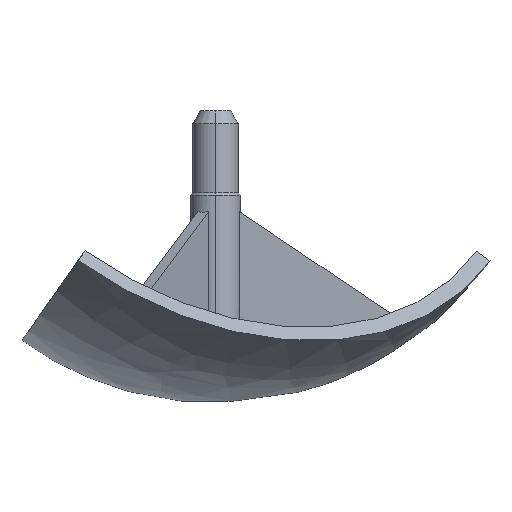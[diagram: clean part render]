
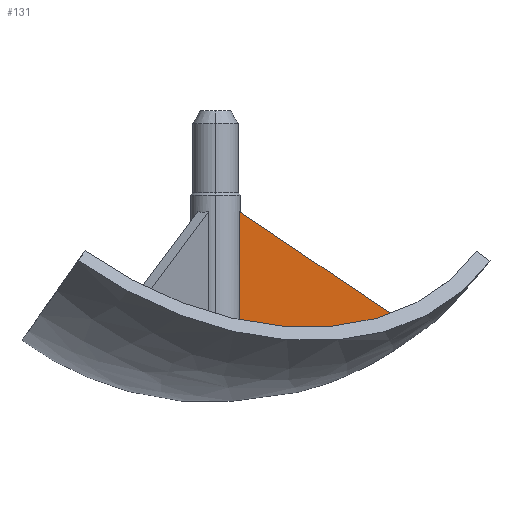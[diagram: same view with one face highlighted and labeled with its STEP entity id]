
A CAD part, top view. The second image highlights one B-rep face of the part: STEP entity #131.
In plain terms, the highlighted planar face has unit normal (0, 0, 1).
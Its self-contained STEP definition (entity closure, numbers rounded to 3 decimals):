
#59 = EDGE_CURVE ( 'NONE', #587, #317, #774, .T. ) ;
#65 = CARTESIAN_POINT ( 'NONE',  ( 9.86, -36.733, 0.75 ) ) ;
#96 = CARTESIAN_POINT ( 'NONE',  ( 2.868, 0., 0.75 ) ) ;
#114 = CARTESIAN_POINT ( 'NONE',  ( 22.599, -30.54, 0.75 ) ) ;
#125 = CARTESIAN_POINT ( 'NONE',  ( 16.509, -34.23, 0.75 ) ) ;
#131 = ADVANCED_FACE ( 'NONE', ( #885 ), #185, .T. ) ;
#144 = EDGE_CURVE ( 'NONE', #561, #587, #613, .T. ) ;
#151 = CARTESIAN_POINT ( 'NONE',  ( 21.159, -31.606, 0.75 ) ) ;
#185 = PLANE ( 'NONE',  #459 ) ;
#203 = CARTESIAN_POINT ( 'NONE',  ( 17.308, -33.833, 0.75 ) ) ;
#244 = CARTESIAN_POINT ( 'NONE',  ( 0., 0., 0.75 ) ) ;
#272 = CARTESIAN_POINT ( 'NONE',  ( 11.555, -36.236, 0.75 ) ) ;
#294 = ORIENTED_EDGE ( 'NONE', *, *, #144, .T. ) ;
#316 = VECTOR ( 'NONE', #625, 1000. ) ;
#317 = VERTEX_POINT ( 'NONE', #549 ) ;
#318 = DIRECTION ( 'NONE',  ( 0., 0., 1. ) ) ;
#322 = DIRECTION ( 'NONE',  ( 1., 0., 0. ) ) ;
#350 = CARTESIAN_POINT ( 'NONE',  ( 14.053, -35.309, 0.75 ) ) ;
#355 = CARTESIAN_POINT ( 'NONE',  ( 4.654, -37.749, 0.75 ) ) ;
#378 = EDGE_CURVE ( 'NONE', #317, #561, #543, .T. ) ;
#386 = DIRECTION ( 'NONE',  ( 0., -1., 0. ) ) ;
#432 = CARTESIAN_POINT ( 'NONE',  ( 6.409, -37.49, 0.75 ) ) ;
#459 = AXIS2_PLACEMENT_3D ( 'NONE', #244, #318, #322 ) ;
#491 = CARTESIAN_POINT ( 'NONE',  ( 2.868, -37.884, 0.75 ) ) ;
#496 = EDGE_LOOP ( 'NONE', ( #548, #294, #695 ) ) ;
#543 = B_SPLINE_CURVE_WITH_KNOTS ( 'NONE', 3,
 ( #491, #355, #432, #65, #272, #350, #842, #125, #203, #845, #151, #666 ),
 .UNSPECIFIED., .F., .F.,
 ( 4, 2, 2, 2, 2, 4 ),
 ( 0., 0.005, 0.011, 0.013, 0.016, 0.021 ),
 .UNSPECIFIED. ) ;
#548 = ORIENTED_EDGE ( 'NONE', *, *, #378, .T. ) ;
#549 = CARTESIAN_POINT ( 'NONE',  ( 2.868, -37.884, 0.75 ) ) ;
#561 = VERTEX_POINT ( 'NONE', #114 ) ;
#587 = VERTEX_POINT ( 'NONE', #768 ) ;
#613 = LINE ( 'NONE', #673, #316 ) ;
#625 = DIRECTION ( 'NONE',  ( -0.829, 0.559, 0. ) ) ;
#666 = CARTESIAN_POINT ( 'NONE',  ( 22.599, -30.54, 0.75 ) ) ;
#673 = CARTESIAN_POINT ( 'NONE',  ( 22.599, -30.54, 0.75 ) ) ;
#695 = ORIENTED_EDGE ( 'NONE', *, *, #59, .T. ) ;
#699 = VECTOR ( 'NONE', #386, 1000. ) ;
#768 = CARTESIAN_POINT ( 'NONE',  ( 2.868, -17.232, 0.75 ) ) ;
#774 = LINE ( 'NONE', #96, #699 ) ;
#842 = CARTESIAN_POINT ( 'NONE',  ( 14.881, -34.969, 0.75 ) ) ;
#845 = CARTESIAN_POINT ( 'NONE',  ( 19.656, -32.561, 0.75 ) ) ;
#885 = FACE_OUTER_BOUND ( 'NONE', #496, .T. ) ;
